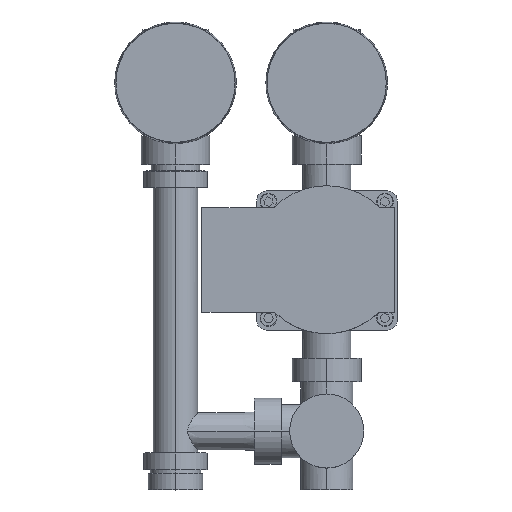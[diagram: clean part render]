
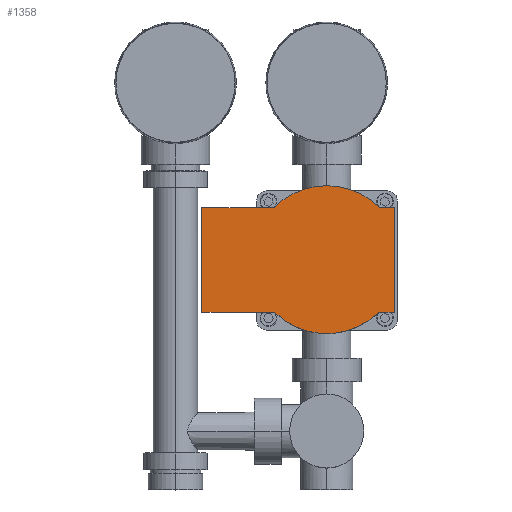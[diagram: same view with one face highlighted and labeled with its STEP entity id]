
A CAD part, top view. The second image highlights one B-rep face of the part: STEP entity #1358.
In plain terms, the highlighted planar face has unit normal (0, 0, 1).
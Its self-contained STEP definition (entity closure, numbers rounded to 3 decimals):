
#196 = VERTEX_POINT ( 'NONE', #13802 ) ;
#370 = CARTESIAN_POINT ( 'NONE',  ( -29.288, 31.015, 94. ) ) ;
#524 = CARTESIAN_POINT ( 'NONE',  ( 45., 0., 94. ) ) ;
#539 = CARTESIAN_POINT ( 'NONE',  ( 85.138, 31.015, 94. ) ) ;
#967 = CARTESIAN_POINT ( 'NONE',  ( 76.288, 31.015, 94. ) ) ;
#1182 = ORIENTED_EDGE ( 'NONE', *, *, #2102, .T. ) ;
#1328 = FACE_OUTER_BOUND ( 'NONE', #15047, .T. ) ;
#1358 = ADVANCED_FACE ( 'NONE', ( #1328 ), #6897, .T. ) ;
#1900 = CARTESIAN_POINT ( 'NONE',  ( 45., 0., 94. ) ) ;
#2102 = EDGE_CURVE ( 'NONE', #18000, #12261, #12451, .T. ) ;
#2852 = DIRECTION ( 'NONE',  ( 1., 0., 0. ) ) ;
#4505 = EDGE_CURVE ( 'NONE', #196, #9630, #17155, .T. ) ;
#5057 = DIRECTION ( 'NONE',  ( 0., 0., 1. ) ) ;
#5688 = ORIENTED_EDGE ( 'NONE', *, *, #9467, .T. ) ;
#5715 = EDGE_CURVE ( 'NONE', #17185, #18000, #8776, .T. ) ;
#5729 = CARTESIAN_POINT ( 'NONE',  ( -29.288, -31.309, 94. ) ) ;
#5753 = EDGE_CURVE ( 'NONE', #9630, #17185, #11281, .T. ) ;
#6089 = VECTOR ( 'NONE', #2852, 1000. ) ;
#6095 = DIRECTION ( 'NONE',  ( 1., 0., 0. ) ) ;
#6335 = CIRCLE ( 'NONE', #17030, 44.055 ) ;
#6820 = AXIS2_PLACEMENT_3D ( 'NONE', #12644, #18500, #17423 ) ;
#6897 = PLANE ( 'NONE',  #6820 ) ;
#6942 = ORIENTED_EDGE ( 'NONE', *, *, #8569, .T. ) ;
#7541 = VECTOR ( 'NONE', #14281, 1000. ) ;
#8025 = DIRECTION ( 'NONE',  ( 1., 0., 0. ) ) ;
#8208 = LINE ( 'NONE', #539, #8718 ) ;
#8569 = EDGE_CURVE ( 'NONE', #10578, #15090, #6335, .T. ) ;
#8718 = VECTOR ( 'NONE', #9642, 1000. ) ;
#8776 = LINE ( 'NONE', #12237, #13406 ) ;
#9059 = DIRECTION ( 'NONE',  ( -1., 0., 0. ) ) ;
#9256 = CARTESIAN_POINT ( 'NONE',  ( 75.994, -31.309, 94. ) ) ;
#9342 = EDGE_CURVE ( 'NONE', #12261, #10578, #15931, .T. ) ;
#9467 = EDGE_CURVE ( 'NONE', #15090, #12853, #17890, .T. ) ;
#9480 = CARTESIAN_POINT ( 'NONE',  ( -29.288, 31.015, 94. ) ) ;
#9630 = VERTEX_POINT ( 'NONE', #967 ) ;
#9642 = DIRECTION ( 'NONE',  ( 0., 1., 0. ) ) ;
#9673 = DIRECTION ( 'NONE',  ( 0., -1., 0. ) ) ;
#9745 = ORIENTED_EDGE ( 'NONE', *, *, #4505, .T. ) ;
#10067 = CARTESIAN_POINT ( 'NONE',  ( 85.138, -31.309, 94. ) ) ;
#10578 = VERTEX_POINT ( 'NONE', #14913 ) ;
#10587 = DIRECTION ( 'NONE',  ( 0., 0., 1. ) ) ;
#10592 = DIRECTION ( 'NONE',  ( 1., 0., 0. ) ) ;
#11281 = CIRCLE ( 'NONE', #16149, 44.055 ) ;
#12237 = CARTESIAN_POINT ( 'NONE',  ( -29.288, 31.015, 94. ) ) ;
#12261 = VERTEX_POINT ( 'NONE', #13359 ) ;
#12451 = LINE ( 'NONE', #9480, #17879 ) ;
#12644 = CARTESIAN_POINT ( 'NONE',  ( 45., 0., 94. ) ) ;
#12853 = VERTEX_POINT ( 'NONE', #10067 ) ;
#12994 = CARTESIAN_POINT ( 'NONE',  ( 75.994, -31.309, 94. ) ) ;
#13350 = ORIENTED_EDGE ( 'NONE', *, *, #14122, .T. ) ;
#13359 = CARTESIAN_POINT ( 'NONE',  ( -29.288, -31.309, 94. ) ) ;
#13406 = VECTOR ( 'NONE', #9059, 1000. ) ;
#13525 = ORIENTED_EDGE ( 'NONE', *, *, #9342, .T. ) ;
#13802 = CARTESIAN_POINT ( 'NONE',  ( 85.138, 31.015, 94. ) ) ;
#14122 = EDGE_CURVE ( 'NONE', #12853, #196, #8208, .T. ) ;
#14281 = DIRECTION ( 'NONE',  ( -1., 0., 0. ) ) ;
#14913 = CARTESIAN_POINT ( 'NONE',  ( 14.006, -31.309, 94. ) ) ;
#14933 = ORIENTED_EDGE ( 'NONE', *, *, #5715, .T. ) ;
#15047 = EDGE_LOOP ( 'NONE', ( #1182, #13525, #6942, #5688, #13350, #9745, #18269, #14933 ) ) ;
#15090 = VERTEX_POINT ( 'NONE', #12994 ) ;
#15843 = VECTOR ( 'NONE', #10592, 1000. ) ;
#15931 = LINE ( 'NONE', #5729, #6089 ) ;
#16149 = AXIS2_PLACEMENT_3D ( 'NONE', #524, #10587, #6095 ) ;
#17030 = AXIS2_PLACEMENT_3D ( 'NONE', #1900, #5057, #8025 ) ;
#17155 = LINE ( 'NONE', #17441, #7541 ) ;
#17185 = VERTEX_POINT ( 'NONE', #17863 ) ;
#17423 = DIRECTION ( 'NONE',  ( 1., 0., 0. ) ) ;
#17441 = CARTESIAN_POINT ( 'NONE',  ( 76.288, 31.015, 94. ) ) ;
#17863 = CARTESIAN_POINT ( 'NONE',  ( 13.712, 31.015, 94. ) ) ;
#17879 = VECTOR ( 'NONE', #9673, 1000. ) ;
#17890 = LINE ( 'NONE', #9256, #15843 ) ;
#18000 = VERTEX_POINT ( 'NONE', #370 ) ;
#18269 = ORIENTED_EDGE ( 'NONE', *, *, #5753, .T. ) ;
#18500 = DIRECTION ( 'NONE',  ( 0., 0., 1. ) ) ;
